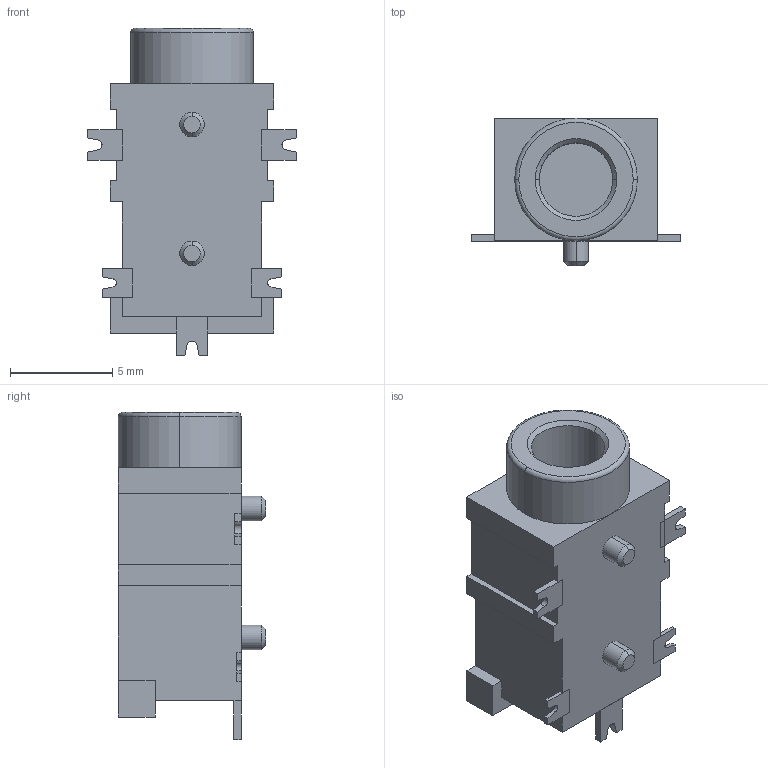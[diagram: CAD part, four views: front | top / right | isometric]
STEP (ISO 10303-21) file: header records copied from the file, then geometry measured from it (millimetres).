
FILE_DESCRIPTION(('STEP AP214'),'1');
FILE_NAME('1503_03.stp','2015-03-08T14:16:39',('TraceParts'),('TraceParts S.A.'),'XStep 1.0',' ',' ');
FILE_SCHEMA(('automotive_design'));
Length unit declared in the file: millimetre
Products named in the file (6): アングル1; 可動R; 可動T; ｶｯﾄ - 押し出し3; アース端子; アングル2
Bounding box: 10.2 x 7.2 x 16 mm (x, y, z)
Volume: 446.6 mm3; surface area: 672.4 mm2
Topology: 6 solids, 6 shells, 112 faces, 281 edges, 184 vertices
Faces by surface type: plane 90, cylinder 14, cone 6, torus 2
Entity records: 6666 total; most frequent: STYLED_ITEM 583, PRESENTATION_STYLE_ASSIGNMENT 583, CARTESIAN_POINT 583, COLOUR_RGB 583, ORIENTED_EDGE 562, DIRECTION 557, EDGE_CURVE 281, CURVE_STYLE 281
